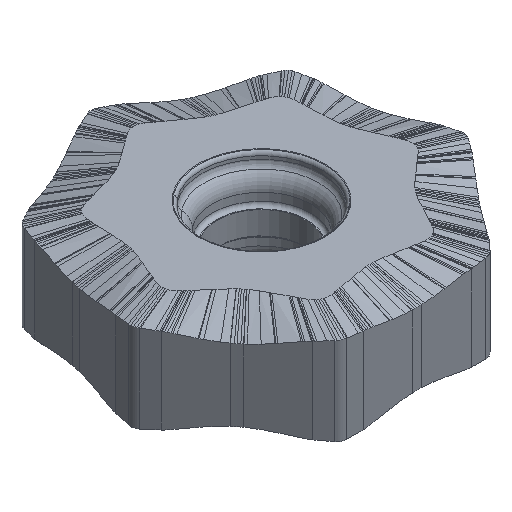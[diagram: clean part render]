
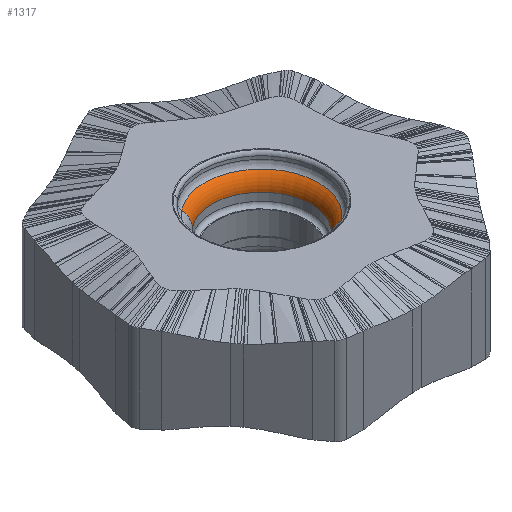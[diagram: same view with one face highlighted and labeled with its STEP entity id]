
A CAD part, isometric view. The second image highlights one B-rep face of the part: STEP entity #1317.
In plain terms, the highlighted toroidal (fillet/blend) face has major radius 4.364 mm and minor radius 1.2 mm.
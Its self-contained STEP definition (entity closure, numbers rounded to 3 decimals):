
#631=TOROIDAL_SURFACE('',#12444,4.364,1.2);
#668=FACE_OUTER_BOUND('',#2076,.T.);
#1317=ADVANCED_FACE('',(#668),#631,.T.);
#2011=CIRCLE('',#12437,3.164);
#2013=CIRCLE('',#12441,1.2);
#2014=CIRCLE('',#12442,1.2);
#2015=CIRCLE('',#12443,3.652);
#2076=EDGE_LOOP('',(#3621,#3622,#3623,#3624));
#3621=ORIENTED_EDGE('',*,*,#8428,.T.);
#3622=ORIENTED_EDGE('',*,*,#8426,.F.);
#3623=ORIENTED_EDGE('',*,*,#8429,.F.);
#3624=ORIENTED_EDGE('',*,*,#8430,.T.);
#7223=VERTEX_POINT('',#15069);
#7224=VERTEX_POINT('',#15071);
#7225=VERTEX_POINT('',#15079);
#7226=VERTEX_POINT('',#15081);
#8426=EDGE_CURVE('',#7224,#7223,#2011,.T.);
#8428=EDGE_CURVE('',#7225,#7223,#2013,.T.);
#8429=EDGE_CURVE('',#7226,#7224,#2014,.T.);
#8430=EDGE_CURVE('',#7226,#7225,#2015,.T.);
#12437=AXIS2_PLACEMENT_3D('',#15074,#12824,#12825);
#12441=AXIS2_PLACEMENT_3D('',#15078,#12832,#12833);
#12442=AXIS2_PLACEMENT_3D('',#15080,#12834,#12835);
#12443=AXIS2_PLACEMENT_3D('',#15082,#12836,#12837);
#12444=AXIS2_PLACEMENT_3D('',#15083,#12838,#12839);
#12824=DIRECTION('',(0.,0.,1.));
#12825=DIRECTION('',(0.623,-0.782,0.));
#12832=DIRECTION('',(0.782,0.623,0.));
#12833=DIRECTION('',(0.623,-0.782,0.017));
#12834=DIRECTION('',(-0.782,-0.623,0.));
#12835=DIRECTION('',(-0.623,0.782,0.017));
#12836=DIRECTION('',(0.,0.,1.));
#12837=DIRECTION('',(0.623,-0.782,0.));
#12838=DIRECTION('',(0.,0.,-1.));
#12839=DIRECTION('',(0.623,-0.782,0.));
#15069=CARTESIAN_POINT('',(-1.973,2.474,4.768));
#15071=CARTESIAN_POINT('',(1.973,-2.474,4.768));
#15074=CARTESIAN_POINT('',(0.,0.,4.768));
#15078=CARTESIAN_POINT('',(-2.721,3.412,4.747));
#15079=CARTESIAN_POINT('',(-2.277,2.855,5.712));
#15080=CARTESIAN_POINT('',(2.721,-3.412,4.747));
#15081=CARTESIAN_POINT('',(2.277,-2.855,5.712));
#15082=CARTESIAN_POINT('',(0.,0.,5.712));
#15083=CARTESIAN_POINT('',(0.,0.,4.747));
